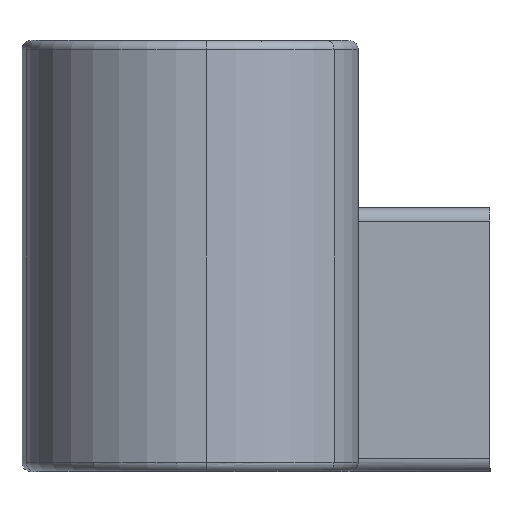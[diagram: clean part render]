
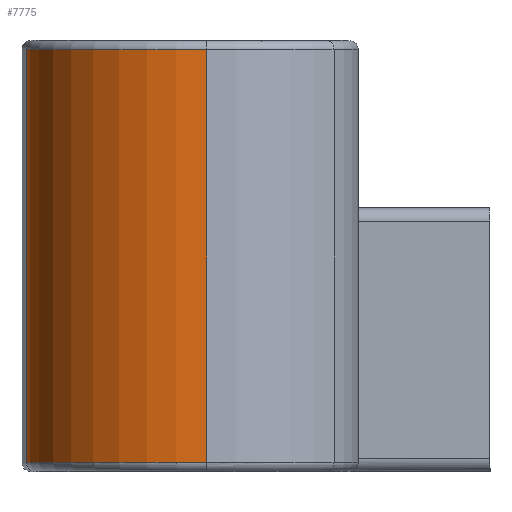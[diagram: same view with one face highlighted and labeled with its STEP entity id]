
A CAD part, left-side view. The second image highlights one B-rep face of the part: STEP entity #7775.
In plain terms, the highlighted cylindrical face has radius 13.188 mm (diameter 26.375 mm), a partial arc.
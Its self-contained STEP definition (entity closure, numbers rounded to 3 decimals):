
#39 = CARTESIAN_POINT ( 'NONE',  ( -15.738, -1.021, 33.36 ) ) ;
#757 = CARTESIAN_POINT ( 'NONE',  ( -2.56, -0.521, 33.36 ) ) ;
#794 = CIRCLE ( 'NONE', #9314, 13.187 ) ;
#1193 = EDGE_CURVE ( 'NONE', #7237, #9273, #5617, .T. ) ;
#1253 = CARTESIAN_POINT ( 'NONE',  ( -2.56, -0.521, 2.06 ) ) ;
#1432 = LINE ( 'NONE', #5244, #3033 ) ;
#1660 = EDGE_CURVE ( 'NONE', #8468, #9273, #9760, .T. ) ;
#2304 = ORIENTED_EDGE ( 'NONE', *, *, #1193, .F. ) ;
#2438 = DIRECTION ( 'NONE',  ( 0., 0., 1. ) ) ;
#2874 = EDGE_LOOP ( 'NONE', ( #9029, #6919, #6687, #2304 ) ) ;
#3033 = VECTOR ( 'NONE', #9168, 1000. ) ;
#3106 = DIRECTION ( 'NONE',  ( 1., 0., 0. ) ) ;
#3675 = CARTESIAN_POINT ( 'NONE',  ( -3.089, 12.656, 2.06 ) ) ;
#4105 = CARTESIAN_POINT ( 'NONE',  ( -3.089, 12.656, 1.36 ) ) ;
#4715 = CARTESIAN_POINT ( 'NONE',  ( -3.089, 12.656, 33.36 ) ) ;
#4872 = DIRECTION ( 'NONE',  ( 0., 0., -1. ) ) ;
#5112 = DIRECTION ( 'NONE',  ( 0., 1., 0. ) ) ;
#5244 = CARTESIAN_POINT ( 'NONE',  ( -15.738, -1.021, 1.36 ) ) ;
#5617 = LINE ( 'NONE', #4105, #8166 ) ;
#5673 = CYLINDRICAL_SURFACE ( 'NONE', #6810, 13.187 ) ;
#6361 = FACE_OUTER_BOUND ( 'NONE', #2874, .T. ) ;
#6513 = DIRECTION ( 'NONE',  ( 1., 0., 0. ) ) ;
#6687 = ORIENTED_EDGE ( 'NONE', *, *, #1660, .T. ) ;
#6810 = AXIS2_PLACEMENT_3D ( 'NONE', #9550, #2438, #6513 ) ;
#6919 = ORIENTED_EDGE ( 'NONE', *, *, #7204, .T. ) ;
#7204 = EDGE_CURVE ( 'NONE', #7591, #8468, #1432, .T. ) ;
#7237 = VERTEX_POINT ( 'NONE', #3675 ) ;
#7591 = VERTEX_POINT ( 'NONE', #10187 ) ;
#7775 = ADVANCED_FACE ( 'NONE', ( #6361 ), #5673, .T. ) ;
#8166 = VECTOR ( 'NONE', #8819, 1000. ) ;
#8267 = AXIS2_PLACEMENT_3D ( 'NONE', #757, #4872, #3106 ) ;
#8468 = VERTEX_POINT ( 'NONE', #39 ) ;
#8819 = DIRECTION ( 'NONE',  ( 0., 0., 1. ) ) ;
#9029 = ORIENTED_EDGE ( 'NONE', *, *, #9332, .T. ) ;
#9168 = DIRECTION ( 'NONE',  ( 0., 0., 1. ) ) ;
#9273 = VERTEX_POINT ( 'NONE', #4715 ) ;
#9314 = AXIS2_PLACEMENT_3D ( 'NONE', #1253, #9981, #5112 ) ;
#9332 = EDGE_CURVE ( 'NONE', #7237, #7591, #794, .T. ) ;
#9550 = CARTESIAN_POINT ( 'NONE',  ( -2.56, -0.521, 1.36 ) ) ;
#9760 = CIRCLE ( 'NONE', #8267, 13.187 ) ;
#9981 = DIRECTION ( 'NONE',  ( 0., 0., 1. ) ) ;
#10187 = CARTESIAN_POINT ( 'NONE',  ( -15.738, -1.021, 2.06 ) ) ;
